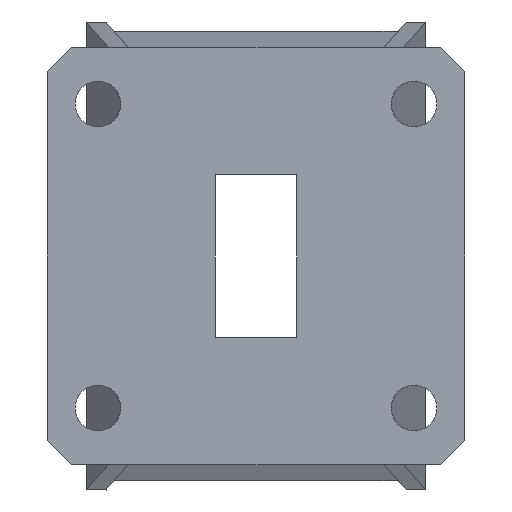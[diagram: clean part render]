
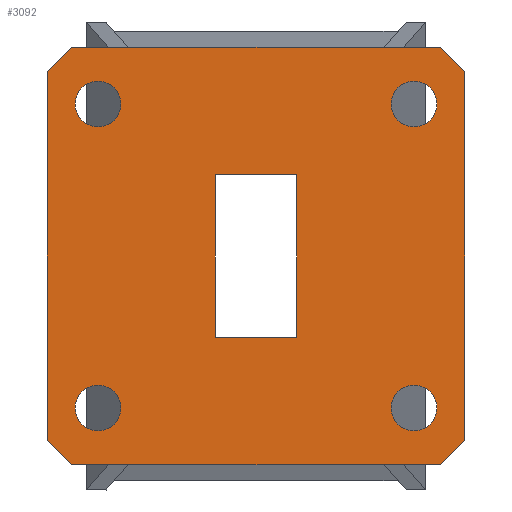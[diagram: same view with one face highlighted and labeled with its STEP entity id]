
A CAD part, left-side view. The second image highlights one B-rep face of the part: STEP entity #3092.
In plain terms, the highlighted planar face has unit normal (-1, 0, 0).
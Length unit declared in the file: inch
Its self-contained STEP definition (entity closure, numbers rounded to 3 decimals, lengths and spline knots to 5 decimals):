
#5 = AXIS2_PLACEMENT_3D ( 'NONE', #2772, #2497, #3306 ) ;
#18 = EDGE_CURVE ( 'NONE', #3426, #1063, #3199, .T. ) ;
#20 = CARTESIAN_POINT ( 'NONE',  ( 0., 0.57902, -0.65597 ) ) ;
#70 = DIRECTION ( 'NONE',  ( 0., 0., -1. ) ) ;
#103 = VERTEX_POINT ( 'NONE', #1243 ) ;
#133 = EDGE_CURVE ( 'NONE', #2475, #523, #2722, .T. ) ;
#301 = AXIS2_PLACEMENT_3D ( 'NONE', #2814, #1211, #635 ) ;
#318 = FACE_BOUND ( 'NONE', #2652, .T. ) ;
#333 = CARTESIAN_POINT ( 'NONE',  ( 0., -0.49703, -0.47797 ) ) ;
#399 = EDGE_CURVE ( 'NONE', #1054, #3294, #2371, .T. ) ;
#410 = LINE ( 'NONE', #1492, #699 ) ;
#431 = CARTESIAN_POINT ( 'NONE',  ( 0., -0.12753, 0.25503 ) ) ;
#440 = FACE_BOUND ( 'NONE', #1229, .T. ) ;
#449 = LINE ( 'NONE', #2678, #1838 ) ;
#461 = DIRECTION ( 'NONE',  ( 0., 0., -1. ) ) ;
#507 = CARTESIAN_POINT ( 'NONE',  ( 0., 0.49697, 0.47803 ) ) ;
#523 = VERTEX_POINT ( 'NONE', #584 ) ;
#536 = DIRECTION ( 'NONE',  ( 0., 1., 0. ) ) ;
#545 = ORIENTED_EDGE ( 'NONE', *, *, #3049, .F. ) ;
#549 = CARTESIAN_POINT ( 'NONE',  ( 0., -0.00003, 0.00003 ) ) ;
#584 = CARTESIAN_POINT ( 'NONE',  ( 0., -0.57907, 0.65603 ) ) ;
#618 = CARTESIAN_POINT ( 'NONE',  ( 0., 0.57902, 0.65603 ) ) ;
#635 = DIRECTION ( 'NONE',  ( 0., 0., -1. ) ) ;
#654 = DIRECTION ( 'NONE',  ( 0., 0., -1. ) ) ;
#680 = ORIENTED_EDGE ( 'NONE', *, *, #763, .T. ) ;
#696 = EDGE_CURVE ( 'NONE', #1903, #3426, #410, .T. ) ;
#699 = VECTOR ( 'NONE', #894, 39.37008 ) ;
#715 = ORIENTED_EDGE ( 'NONE', *, *, #133, .F. ) ;
#735 = CARTESIAN_POINT ( 'NONE',  ( 0., 0.12747, 0.25503 ) ) ;
#737 = AXIS2_PLACEMENT_3D ( 'NONE', #1983, #2283, #2835 ) ;
#763 = EDGE_CURVE ( 'NONE', #1063, #1027, #2320, .T. ) ;
#804 = VERTEX_POINT ( 'NONE', #2915 ) ;
#813 = EDGE_CURVE ( 'NONE', #2778, #2778, #2146, .T. ) ;
#842 = VERTEX_POINT ( 'NONE', #2313 ) ;
#854 = CARTESIAN_POINT ( 'NONE',  ( 0., -0.57907, -0.65597 ) ) ;
#877 = CARTESIAN_POINT ( 'NONE',  ( 0., 0.49697, -0.47797 ) ) ;
#892 = CARTESIAN_POINT ( 'NONE',  ( 0., -0.65603, 0.57907 ) ) ;
#894 = DIRECTION ( 'NONE',  ( 0., 0., 1. ) ) ;
#915 = ORIENTED_EDGE ( 'NONE', *, *, #1465, .F. ) ;
#1004 = VECTOR ( 'NONE', #2849, 39.37008 ) ;
#1027 = VERTEX_POINT ( 'NONE', #2468 ) ;
#1054 = VERTEX_POINT ( 'NONE', #1253 ) ;
#1063 = VERTEX_POINT ( 'NONE', #431 ) ;
#1067 = DIRECTION ( 'NONE',  ( 0., 0., -1. ) ) ;
#1074 = DIRECTION ( 'NONE',  ( 0., 0., -1. ) ) ;
#1153 = CIRCLE ( 'NONE', #2905, 0.87501 ) ;
#1211 = DIRECTION ( 'NONE',  ( 1., 0., 0. ) ) ;
#1229 = EDGE_LOOP ( 'NONE', ( #3043 ) ) ;
#1243 = CARTESIAN_POINT ( 'NONE',  ( 0., 0.65597, 0.57907 ) ) ;
#1253 = CARTESIAN_POINT ( 'NONE',  ( 0., 0.57902, -0.65597 ) ) ;
#1301 = VECTOR ( 'NONE', #2277, 39.37008 ) ;
#1329 = FACE_BOUND ( 'NONE', #3475, .T. ) ;
#1352 = AXIS2_PLACEMENT_3D ( 'NONE', #877, #2800, #3055 ) ;
#1364 = DIRECTION ( 'NONE',  ( 0., 0., -1. ) ) ;
#1370 = EDGE_CURVE ( 'NONE', #523, #3119, #1676, .T. ) ;
#1374 = DIRECTION ( 'NONE',  ( 1., 0., 0. ) ) ;
#1411 = CARTESIAN_POINT ( 'NONE',  ( 0., 0.12747, -0.25497 ) ) ;
#1440 = AXIS2_PLACEMENT_3D ( 'NONE', #333, #1688, #70 ) ;
#1465 = EDGE_CURVE ( 'NONE', #3271, #2326, #3191, .T. ) ;
#1470 = DIRECTION ( 'NONE',  ( 0., 0., 1. ) ) ;
#1492 = CARTESIAN_POINT ( 'NONE',  ( 0., 0.12747, -0.25497 ) ) ;
#1521 = EDGE_LOOP ( 'NONE', ( #2218 ) ) ;
#1562 = CARTESIAN_POINT ( 'NONE',  ( 0., -0.12753, 0.25503 ) ) ;
#1651 = ORIENTED_EDGE ( 'NONE', *, *, #18, .T. ) ;
#1672 = VECTOR ( 'NONE', #536, 39.37008 ) ;
#1676 = CIRCLE ( 'NONE', #5, 0.87504 ) ;
#1688 = DIRECTION ( 'NONE',  ( 1., 0., 0. ) ) ;
#1715 = AXIS2_PLACEMENT_3D ( 'NONE', #507, #2418, #1074 ) ;
#1749 = EDGE_CURVE ( 'NONE', #2326, #1054, #1753, .T. ) ;
#1753 = LINE ( 'NONE', #20, #1672 ) ;
#1765 = CARTESIAN_POINT ( 'NONE',  ( 0., -0.65603, -0.57902 ) ) ;
#1838 = VECTOR ( 'NONE', #2746, 39.37008 ) ;
#1853 = CARTESIAN_POINT ( 'NONE',  ( 0., 0.49697, 0.40603 ) ) ;
#1859 = EDGE_CURVE ( 'NONE', #804, #804, #2910, .T. ) ;
#1903 = VERTEX_POINT ( 'NONE', #1411 ) ;
#1905 = DIRECTION ( 'NONE',  ( 1., 0., 0. ) ) ;
#1907 = ORIENTED_EDGE ( 'NONE', *, *, #2863, .F. ) ;
#1947 = ORIENTED_EDGE ( 'NONE', *, *, #399, .F. ) ;
#1983 = CARTESIAN_POINT ( 'NONE',  ( 0., -0.00003, 0.00002 ) ) ;
#1989 = CARTESIAN_POINT ( 'NONE',  ( 0., 0.12747, 0.25503 ) ) ;
#2034 = ORIENTED_EDGE ( 'NONE', *, *, #1859, .T. ) ;
#2112 = DIRECTION ( 'NONE',  ( 0., 0., -1. ) ) ;
#2146 = CIRCLE ( 'NONE', #1715, 0.072 ) ;
#2158 = ORIENTED_EDGE ( 'NONE', *, *, #2263, .T. ) ;
#2185 = CARTESIAN_POINT ( 'NONE',  ( 0., -0.49703, 0.40603 ) ) ;
#2218 = ORIENTED_EDGE ( 'NONE', *, *, #3024, .T. ) ;
#2219 = ORIENTED_EDGE ( 'NONE', *, *, #1749, .F. ) ;
#2223 = CARTESIAN_POINT ( 'NONE',  ( 0., -0.49703, 0.47803 ) ) ;
#2263 = EDGE_CURVE ( 'NONE', #3262, #3262, #3488, .T. ) ;
#2265 = EDGE_CURVE ( 'NONE', #1027, #1903, #449, .T. ) ;
#2271 = DIRECTION ( 'NONE',  ( 1., 0., 0. ) ) ;
#2277 = DIRECTION ( 'NONE',  ( 0., -1., 0. ) ) ;
#2283 = DIRECTION ( 'NONE',  ( 1., 0., 0. ) ) ;
#2313 = CARTESIAN_POINT ( 'NONE',  ( 0., 0.49697, -0.54997 ) ) ;
#2320 = LINE ( 'NONE', #1562, #2794 ) ;
#2326 = VERTEX_POINT ( 'NONE', #854 ) ;
#2371 = CIRCLE ( 'NONE', #2922, 0.87501 ) ;
#2418 = DIRECTION ( 'NONE',  ( 1., 0., 0. ) ) ;
#2468 = CARTESIAN_POINT ( 'NONE',  ( 0., -0.12753, -0.25497 ) ) ;
#2475 = VERTEX_POINT ( 'NONE', #618 ) ;
#2497 = DIRECTION ( 'NONE',  ( 1., 0., 0. ) ) ;
#2544 = CARTESIAN_POINT ( 'NONE',  ( 0., 0.65597, -0.57902 ) ) ;
#2573 = PLANE ( 'NONE',  #737 ) ;
#2574 = FACE_OUTER_BOUND ( 'NONE', #2703, .T. ) ;
#2611 = ORIENTED_EDGE ( 'NONE', *, *, #696, .T. ) ;
#2652 = EDGE_LOOP ( 'NONE', ( #2034 ) ) ;
#2658 = EDGE_LOOP ( 'NONE', ( #1651, #680, #2888, #2611 ) ) ;
#2678 = CARTESIAN_POINT ( 'NONE',  ( 0., -0.12753, -0.25497 ) ) ;
#2702 = CIRCLE ( 'NONE', #1352, 0.072 ) ;
#2703 = EDGE_LOOP ( 'NONE', ( #2893, #545, #1947, #2219, #915, #1907, #3085, #715 ) ) ;
#2704 = VECTOR ( 'NONE', #2112, 39.37008 ) ;
#2722 = LINE ( 'NONE', #3434, #1004 ) ;
#2746 = DIRECTION ( 'NONE',  ( 0., 1., 0. ) ) ;
#2772 = CARTESIAN_POINT ( 'NONE',  ( 0., 0., 0. ) ) ;
#2778 = VERTEX_POINT ( 'NONE', #1853 ) ;
#2794 = VECTOR ( 'NONE', #461, 39.37008 ) ;
#2800 = DIRECTION ( 'NONE',  ( 1., 0., 0. ) ) ;
#2814 = CARTESIAN_POINT ( 'NONE',  ( 0., -0.00001, 0.00004 ) ) ;
#2830 = CARTESIAN_POINT ( 'NONE',  ( 0., 0.65597, -0.57902 ) ) ;
#2835 = DIRECTION ( 'NONE',  ( 0., 0., -1. ) ) ;
#2849 = DIRECTION ( 'NONE',  ( 0., -1., 0. ) ) ;
#2858 = FACE_BOUND ( 'NONE', #2658, .T. ) ;
#2863 = EDGE_CURVE ( 'NONE', #3119, #3271, #3402, .T. ) ;
#2888 = ORIENTED_EDGE ( 'NONE', *, *, #2265, .T. ) ;
#2893 = ORIENTED_EDGE ( 'NONE', *, *, #3058, .F. ) ;
#2905 = AXIS2_PLACEMENT_3D ( 'NONE', #3361, #2271, #654 ) ;
#2910 = CIRCLE ( 'NONE', #1440, 0.072 ) ;
#2915 = CARTESIAN_POINT ( 'NONE',  ( 0., -0.49703, -0.54997 ) ) ;
#2922 = AXIS2_PLACEMENT_3D ( 'NONE', #549, #1374, #1067 ) ;
#2925 = CARTESIAN_POINT ( 'NONE',  ( 0., -0.65603, 0.57907 ) ) ;
#2944 = VECTOR ( 'NONE', #1470, 39.37008 ) ;
#2966 = AXIS2_PLACEMENT_3D ( 'NONE', #2223, #1905, #1364 ) ;
#3024 = EDGE_CURVE ( 'NONE', #842, #842, #2702, .T. ) ;
#3043 = ORIENTED_EDGE ( 'NONE', *, *, #813, .T. ) ;
#3049 = EDGE_CURVE ( 'NONE', #3294, #103, #3481, .T. ) ;
#3055 = DIRECTION ( 'NONE',  ( 0., 0., -1. ) ) ;
#3058 = EDGE_CURVE ( 'NONE', #103, #2475, #1153, .T. ) ;
#3085 = ORIENTED_EDGE ( 'NONE', *, *, #1370, .F. ) ;
#3092 = ADVANCED_FACE ( 'NONE', ( #1329, #440, #318, #3227, #2574, #2858 ), #2573, .F. ) ;
#3119 = VERTEX_POINT ( 'NONE', #892 ) ;
#3191 = CIRCLE ( 'NONE', #301, 0.87502 ) ;
#3199 = LINE ( 'NONE', #1989, #1301 ) ;
#3227 = FACE_BOUND ( 'NONE', #1521, .T. ) ;
#3262 = VERTEX_POINT ( 'NONE', #2185 ) ;
#3271 = VERTEX_POINT ( 'NONE', #1765 ) ;
#3294 = VERTEX_POINT ( 'NONE', #2544 ) ;
#3306 = DIRECTION ( 'NONE',  ( 0., 0., -1. ) ) ;
#3361 = CARTESIAN_POINT ( 'NONE',  ( 0., -0.00003, 0.00002 ) ) ;
#3402 = LINE ( 'NONE', #2925, #2704 ) ;
#3426 = VERTEX_POINT ( 'NONE', #735 ) ;
#3434 = CARTESIAN_POINT ( 'NONE',  ( 0., 0.57902, 0.65603 ) ) ;
#3475 = EDGE_LOOP ( 'NONE', ( #2158 ) ) ;
#3481 = LINE ( 'NONE', #2830, #2944 ) ;
#3488 = CIRCLE ( 'NONE', #2966, 0.072 ) ;
